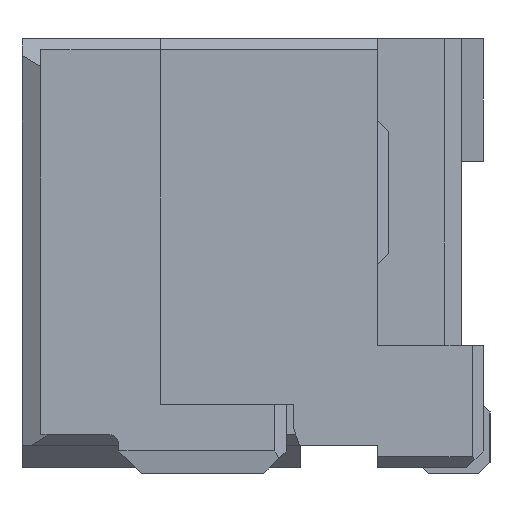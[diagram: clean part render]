
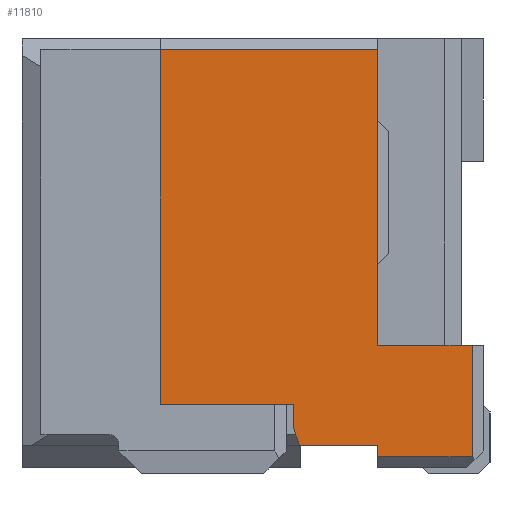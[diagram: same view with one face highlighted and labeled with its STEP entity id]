
A CAD part, left-side view. The second image highlights one B-rep face of the part: STEP entity #11810.
In plain terms, the highlighted planar face has unit normal (-1, 0, 0).
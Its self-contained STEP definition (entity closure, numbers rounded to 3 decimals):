
#3357=DIRECTION('',(0.,0.,-1.));
#3358=VECTOR('',#3357,0.1);
#3359=CARTESIAN_POINT('',(-12.65,-6.53,-30.24));
#3360=LINE('',#3359,#3358);
#3369=DIRECTION('',(0.,-1.,0.));
#3370=VECTOR('',#3369,0.85);
#3371=CARTESIAN_POINT('',(-12.65,-6.53,-29.34));
#3372=LINE('',#3371,#3370);
#3373=DIRECTION('',(0.,1.,0.));
#3374=VECTOR('',#3373,0.7);
#3375=CARTESIAN_POINT('',(-12.65,-6.53,-30.24));
#3376=LINE('',#3375,#3374);
#3377=DIRECTION('',(0.,-0.316,-0.949));
#3378=VECTOR('',#3377,0.158);
#3379=CARTESIAN_POINT('',(-12.65,-5.78,-30.09));
#3380=LINE('',#3379,#3378);
#3381=DIRECTION('',(0.,1.,0.));
#3382=VECTOR('',#3381,1.2);
#3383=CARTESIAN_POINT('',(-12.65,-5.78,-29.87));
#3384=LINE('',#3383,#3382);
#3385=DIRECTION('',(0.,-1.,0.));
#3386=VECTOR('',#3385,1.95);
#3387=CARTESIAN_POINT('',(-12.65,-4.58,-26.69));
#3388=LINE('',#3387,#3386);
#3389=DIRECTION('',(0.,0.,-1.));
#3390=VECTOR('',#3389,2.65);
#3391=CARTESIAN_POINT('',(-12.65,-6.53,-26.69));
#3392=LINE('',#3391,#3390);
#3397=DIRECTION('',(0.,0.,1.));
#3398=VECTOR('',#3397,1.);
#3399=CARTESIAN_POINT('',(-12.65,-7.38,-30.34));
#3400=LINE('',#3399,#3398);
#3437=DIRECTION('',(0.,-1.,0.));
#3438=VECTOR('',#3437,0.85);
#3439=CARTESIAN_POINT('',(-12.65,-6.53,-30.34));
#3440=LINE('',#3439,#3438);
#3497=DIRECTION('',(0.,0.,-1.));
#3498=VECTOR('',#3497,3.18);
#3499=CARTESIAN_POINT('',(-12.65,-4.58,-26.69));
#3500=LINE('',#3499,#3498);
#3587=DIRECTION('',(0.,0.,-1.));
#3588=VECTOR('',#3587,0.22);
#3589=CARTESIAN_POINT('',(-12.65,-5.78,-29.87));
#3590=LINE('',#3589,#3588);
#6085=CARTESIAN_POINT('',(-12.65,-6.53,-30.24));
#6086=VERTEX_POINT('',#6085);
#6087=CARTESIAN_POINT('',(-12.65,-5.83,-30.24));
#6088=VERTEX_POINT('',#6087);
#6347=CARTESIAN_POINT('',(-12.65,-4.58,-26.69));
#6348=CARTESIAN_POINT('',(-12.65,-4.58,-29.87));
#6349=VERTEX_POINT('',#6347);
#6350=VERTEX_POINT('',#6348);
#6359=CARTESIAN_POINT('',(-12.65,-5.78,-30.09));
#6360=VERTEX_POINT('',#6359);
#6407=CARTESIAN_POINT('',(-12.65,-6.53,-30.34));
#6408=VERTEX_POINT('',#6407);
#6445=CARTESIAN_POINT('',(-12.65,-6.53,-29.34));
#6446=VERTEX_POINT('',#6445);
#6447=CARTESIAN_POINT('',(-12.65,-7.38,-29.34));
#6448=VERTEX_POINT('',#6447);
#6677=CARTESIAN_POINT('',(-12.65,-6.53,-26.69));
#6678=VERTEX_POINT('',#6677);
#6695=CARTESIAN_POINT('',(-12.65,-5.78,-29.87));
#6696=VERTEX_POINT('',#6695);
#6697=CARTESIAN_POINT('',(-12.65,-7.38,-30.34));
#6698=VERTEX_POINT('',#6697);
#11784=CARTESIAN_POINT('',(-12.65,-5.555,-28.005));
#11785=DIRECTION('',(-1.,0.,0.));
#11786=DIRECTION('',(0.,-1.,0.));
#11787=AXIS2_PLACEMENT_3D('',#11784,#11785,#11786);
#11788=PLANE('',#11787);
#11789=ORIENTED_EDGE('',*,*,#11736,.T.);
#11791=ORIENTED_EDGE('',*,*,#11790,.F.);
#11793=ORIENTED_EDGE('',*,*,#11792,.F.);
#11794=ORIENTED_EDGE('',*,*,#11773,.F.);
#11795=ORIENTED_EDGE('',*,*,#8073,.T.);
#11797=ORIENTED_EDGE('',*,*,#11796,.F.);
#11799=ORIENTED_EDGE('',*,*,#11798,.F.);
#11801=ORIENTED_EDGE('',*,*,#11800,.T.);
#11803=ORIENTED_EDGE('',*,*,#11802,.F.);
#11805=ORIENTED_EDGE('',*,*,#11804,.T.);
#11807=ORIENTED_EDGE('',*,*,#11806,.T.);
#11808=EDGE_LOOP('',(#11789,#11791,#11793,#11794,#11795,#11797,#11799,#11801,
#11803,#11805,#11807));
#11809=FACE_OUTER_BOUND('',#11808,.F.);
#11810=ADVANCED_FACE('',(#11809),#11788,.T.);
#8073=EDGE_CURVE('',#6086,#6088,#3376,.T.);
#11736=EDGE_CURVE('',#6446,#6448,#3372,.T.);
#11773=EDGE_CURVE('',#6086,#6408,#3360,.T.);
#11790=EDGE_CURVE('',#6698,#6448,#3400,.T.);
#11792=EDGE_CURVE('',#6408,#6698,#3440,.T.);
#11796=EDGE_CURVE('',#6360,#6088,#3380,.T.);
#11798=EDGE_CURVE('',#6696,#6360,#3590,.T.);
#11800=EDGE_CURVE('',#6696,#6350,#3384,.T.);
#11802=EDGE_CURVE('',#6349,#6350,#3500,.T.);
#11804=EDGE_CURVE('',#6349,#6678,#3388,.T.);
#11806=EDGE_CURVE('',#6678,#6446,#3392,.T.);
